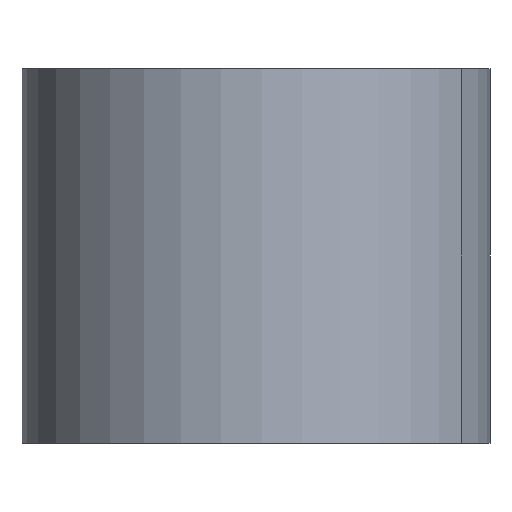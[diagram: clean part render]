
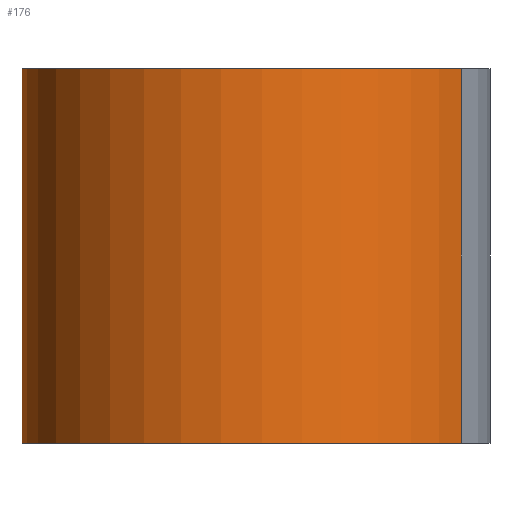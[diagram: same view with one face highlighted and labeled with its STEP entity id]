
A CAD part, left-side view. The second image highlights one B-rep face of the part: STEP entity #176.
In plain terms, the highlighted cylindrical face has radius 17.5 mm (diameter 35 mm), a partial arc.
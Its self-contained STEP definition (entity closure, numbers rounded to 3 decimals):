
#137=CARTESIAN_POINT('Axis2P3D Location',(0.,0.,2.5)) ;
#142=CARTESIAN_POINT('Line Origine',(8.39,15.358,14.)) ;
#146=CARTESIAN_POINT('Vertex',(8.39,15.358,28.)) ;
#148=CARTESIAN_POINT('Vertex',(8.39,15.358,0.)) ;
#151=CARTESIAN_POINT('Axis2P3D Location',(0.,0.,0.)) ;
#155=CARTESIAN_POINT('Vertex',(-8.39,-15.358,0.)) ;
#158=CARTESIAN_POINT('Line Origine',(-8.39,-15.358,14.)) ;
#162=CARTESIAN_POINT('Vertex',(-8.39,-15.358,28.)) ;
#165=CARTESIAN_POINT('Axis2P3D Location',(0.,0.,28.)) ;
#138=DIRECTION('Axis2P3D Direction',(0.,0.,-1.)) ;
#139=DIRECTION('Axis2P3D XDirection',(-0.479,-0.878,0.)) ;
#143=DIRECTION('Vector Direction',(0.,0.,-1.)) ;
#152=DIRECTION('Axis2P3D Direction',(0.,0.,-1.)) ;
#159=DIRECTION('Vector Direction',(0.,0.,-1.)) ;
#166=DIRECTION('Axis2P3D Direction',(0.,0.,-1.)) ;
#140=AXIS2_PLACEMENT_3D('Cylinder Axis2P3D',#137,#138,#139) ;
#153=AXIS2_PLACEMENT_3D('Circle Axis2P3D',#151,#152,$) ;
#167=AXIS2_PLACEMENT_3D('Circle Axis2P3D',#165,#166,$) ;
#171=ORIENTED_EDGE('',*,*,#150,.T.) ;
#172=ORIENTED_EDGE('',*,*,#157,.F.) ;
#173=ORIENTED_EDGE('',*,*,#164,.F.) ;
#174=ORIENTED_EDGE('',*,*,#169,.T.) ;
#144=VECTOR('Line Direction',#143,1.) ;
#160=VECTOR('Line Direction',#159,1.) ;
#176=ADVANCED_FACE('Corps principal',(#175),#141,.T.) ;
#154=CIRCLE('generated circle',#153,17.5) ;
#168=CIRCLE('generated circle',#167,17.5) ;
#141=CYLINDRICAL_SURFACE('generated cylinder',#140,17.5) ;
#150=EDGE_CURVE('',#147,#149,#145,.T.) ;
#157=EDGE_CURVE('',#156,#149,#154,.T.) ;
#164=EDGE_CURVE('',#163,#156,#161,.T.) ;
#169=EDGE_CURVE('',#163,#147,#168,.T.) ;
#170=EDGE_LOOP('',(#171,#172,#173,#174)) ;
#175=FACE_OUTER_BOUND('',#170,.T.) ;
#145=LINE('Line',#142,#144) ;
#161=LINE('Line',#158,#160) ;
#147=VERTEX_POINT('',#146) ;
#149=VERTEX_POINT('',#148) ;
#156=VERTEX_POINT('',#155) ;
#163=VERTEX_POINT('',#162) ;
